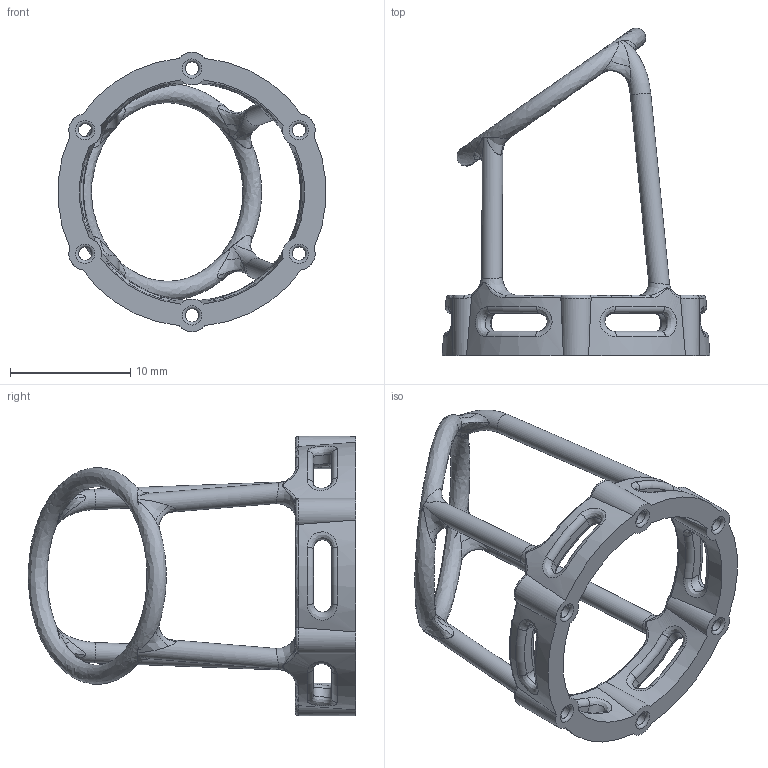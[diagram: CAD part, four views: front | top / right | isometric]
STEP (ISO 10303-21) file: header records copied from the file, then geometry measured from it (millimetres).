
FILE_DESCRIPTION (( 'STEP AP203' ), '1' );
FILE_NAME ('skeleton.STEP', '2024-09-16T16:01:15', ( '' ), ( '' ), 'SwSTEP 2.0', 'SolidWorks 2022', '' );
FILE_SCHEMA (( 'CONFIG_CONTROL_DESIGN' ));
Length unit declared in the file: millimetre
Products named in the file (1): skeleton
Bounding box: 22.22 x 27.18 x 23.2 mm (x, y, z)
Volume: 743 mm3; surface area: 1585.2 mm2
Topology: 1 solids, 1 shells, 198 faces, 528 edges, 325 vertices
Faces by surface type: torus 64, bspline 63, cylinder 34, plane 25, cone 12
Full cylindrical faces by diameter (mm): 1.1 x6, 1.7 x4
Entity records: 11560 total; most frequent: CARTESIAN_POINT 7280, ORIENTED_EDGE 976, DIRECTION 744, EDGE_CURVE 488, AXIS2_PLACEMENT_3D 360, VERTEX_POINT 312, EDGE_LOOP 250, CIRCLE 224
